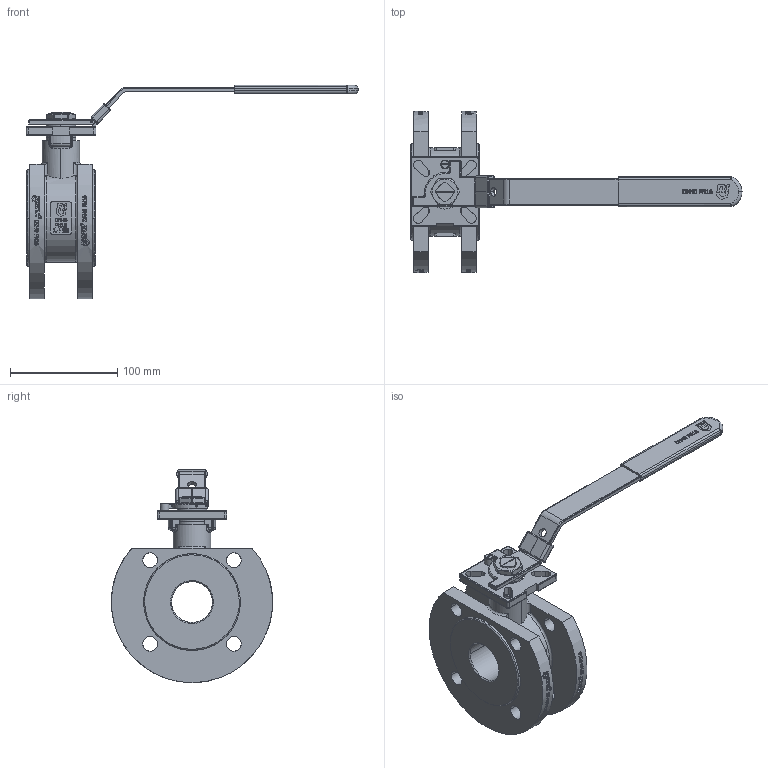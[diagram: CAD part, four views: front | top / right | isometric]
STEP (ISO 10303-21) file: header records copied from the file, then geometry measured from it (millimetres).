
FILE_DESCRIPTION(('HOOPS Exchange Step'),'2;1');
FILE_NAME('FK11_DN40.stp','2025-08-29T13:57:07+02:00',('nieru'),('Unknown organisation'),'HOOPS Exchange 2024.2','HOOPS Exchange','Unknown authorisation');
FILE_SCHEMA( ('AP203_CONFIGURATION_CONTROLLED_3D_DESIGN_OF_MECHANICAL_PARTS_AND_ASSEMBLIES_MIM_LF') );
Length unit declared in the file: millimetre
Products named in the file (2): 0; root
Assembly tree (1 placements, depth 2):
  root
    0
Bounding box: 309 x 150 x 198.5 mm (x, y, z)
Volume: 653648.6 mm3; surface area: 141526.5 mm2
Topology: 12 solids, 12 shells, 2291 faces, 6149 edges, 4046 vertices
Faces by surface type: bspline 1016, plane 856, cylinder 352, torus 29, sphere 24, cone 14
Entity records: 131546 total; most frequent: CARTESIAN_POINT 81437, ORIENTED_EDGE 12298, DIRECTION 6400, EDGE_CURVE 6149, VERTEX_POINT 4046, B_SPLINE_CURVE_WITH_KNOTS 2864, VECTOR 2562, LINE 2562
